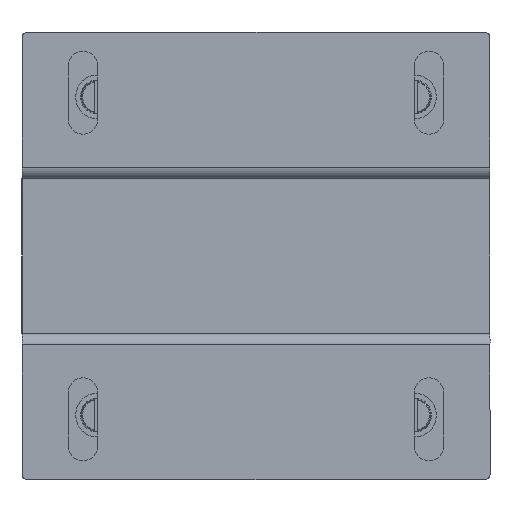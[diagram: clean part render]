
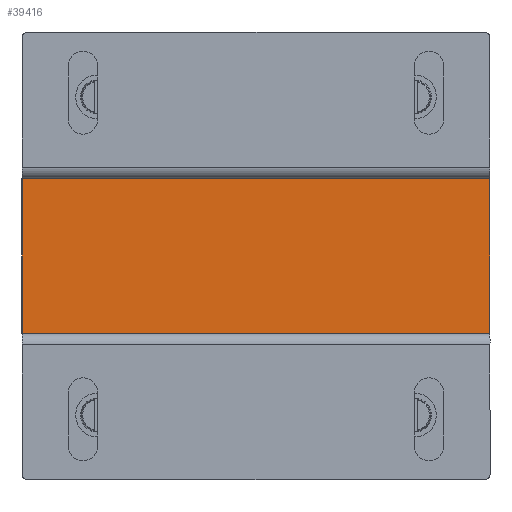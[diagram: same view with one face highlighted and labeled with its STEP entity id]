
A CAD part, front view. The second image highlights one B-rep face of the part: STEP entity #39416.
In plain terms, the highlighted planar face has unit normal (0, -1, 0).
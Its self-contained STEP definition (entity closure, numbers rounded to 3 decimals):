
#5679 = FACE_OUTER_BOUND ( 'NONE', #47386, .T. ) ;
#8552 = VECTOR ( 'NONE', #121566, 1000. ) ;
#10971 = ORIENTED_EDGE ( 'NONE', *, *, #106799, .T. ) ;
#11198 = EDGE_CURVE ( 'NONE', #32367, #51704, #74204, .T. ) ;
#12813 = DIRECTION ( 'NONE',  ( 0., 0., 1. ) ) ;
#16868 = LINE ( 'NONE', #32873, #139610 ) ;
#18192 = DIRECTION ( 'NONE',  ( 0., 0., -1. ) ) ;
#21640 = VERTEX_POINT ( 'NONE', #69199 ) ;
#25725 = EDGE_CURVE ( 'NONE', #51704, #142835, #127744, .T. ) ;
#32367 = VERTEX_POINT ( 'NONE', #120254 ) ;
#32873 = CARTESIAN_POINT ( 'NONE',  ( -100.51, -22.267, 209.054 ) ) ;
#34993 = CARTESIAN_POINT ( 'NONE',  ( -196.51, -22.267, 209.054 ) ) ;
#38845 = DIRECTION ( 'NONE',  ( 0., 1., 0. ) ) ;
#39416 = ADVANCED_FACE ( 'NONE', ( #5679 ), #72102, .F. ) ;
#41542 = EDGE_CURVE ( 'NONE', #32367, #21640, #145890, .T. ) ;
#45826 = VECTOR ( 'NONE', #63132, 1000. ) ;
#47386 = EDGE_LOOP ( 'NONE', ( #10971, #88920, #102433, #113348 ) ) ;
#51704 = VERTEX_POINT ( 'NONE', #144610 ) ;
#54299 = DIRECTION ( 'NONE',  ( -1., 0., 0. ) ) ;
#63132 = DIRECTION ( 'NONE',  ( -1., 0., 0. ) ) ;
#69199 = CARTESIAN_POINT ( 'NONE',  ( -100.51, -22.267, 209.054 ) ) ;
#72102 = PLANE ( 'NONE',  #128100 ) ;
#74204 = LINE ( 'NONE', #141190, #45826 ) ;
#88920 = ORIENTED_EDGE ( 'NONE', *, *, #25725, .F. ) ;
#92393 = CARTESIAN_POINT ( 'NONE',  ( -196.51, -22.267, 177.304 ) ) ;
#102433 = ORIENTED_EDGE ( 'NONE', *, *, #11198, .F. ) ;
#106799 = EDGE_CURVE ( 'NONE', #21640, #142835, #16868, .T. ) ;
#113348 = ORIENTED_EDGE ( 'NONE', *, *, #41542, .T. ) ;
#120254 = CARTESIAN_POINT ( 'NONE',  ( -100.51, -22.267, 177.304 ) ) ;
#121566 = DIRECTION ( 'NONE',  ( 0., 0., 1. ) ) ;
#127744 = LINE ( 'NONE', #92393, #137407 ) ;
#128100 = AXIS2_PLACEMENT_3D ( 'NONE', #139797, #38845, #18192 ) ;
#137407 = VECTOR ( 'NONE', #12813, 1000. ) ;
#139610 = VECTOR ( 'NONE', #54299, 1000. ) ;
#139797 = CARTESIAN_POINT ( 'NONE',  ( -100.51, -22.267, 177.304 ) ) ;
#141190 = CARTESIAN_POINT ( 'NONE',  ( -100.51, -22.267, 177.304 ) ) ;
#142835 = VERTEX_POINT ( 'NONE', #34993 ) ;
#144610 = CARTESIAN_POINT ( 'NONE',  ( -196.51, -22.267, 177.304 ) ) ;
#145145 = CARTESIAN_POINT ( 'NONE',  ( -100.51, -22.267, 177.304 ) ) ;
#145890 = LINE ( 'NONE', #145145, #8552 ) ;
